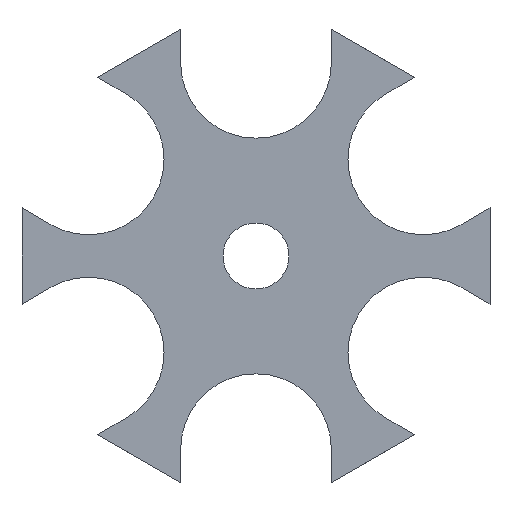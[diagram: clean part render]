
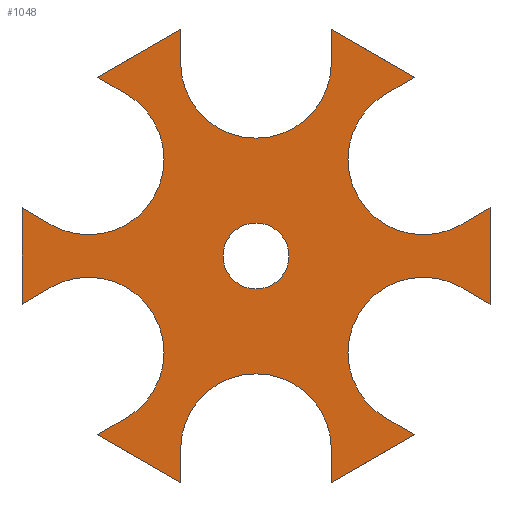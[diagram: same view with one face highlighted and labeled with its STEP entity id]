
A CAD part, front view. The second image highlights one B-rep face of the part: STEP entity #1048.
In plain terms, the highlighted planar face has unit normal (0, -1, 0).
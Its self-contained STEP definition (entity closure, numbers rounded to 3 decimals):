
#17=FACE_BOUND('',#159,.T.);
#52=PLANE('',#1151);
#103=FACE_OUTER_BOUND('',#158,.T.);
#158=EDGE_LOOP('',(#939,#940,#941,#942,#943,#944,#945,#946,#947,#948,#949,
#950,#951,#952,#953,#954,#955,#956,#957,#958,#959,#960,#961,#962));
#159=EDGE_LOOP('',(#963));
#168=LINE('',#1462,#290);
#179=LINE('',#1485,#301);
#187=LINE('',#1502,#309);
#195=LINE('',#1519,#317);
#203=LINE('',#1536,#325);
#210=LINE('',#1549,#332);
#229=LINE('',#1592,#351);
#253=LINE('',#1654,#375);
#254=LINE('',#1656,#376);
#257=LINE('',#1665,#379);
#260=LINE('',#1677,#382);
#263=LINE('',#1681,#385);
#268=LINE('',#1699,#390);
#271=LINE('',#1703,#393);
#276=LINE('',#1721,#398);
#279=LINE('',#1725,#401);
#282=LINE('',#1735,#404);
#283=LINE('',#1738,#405);
#290=VECTOR('',#1179,10.);
#301=VECTOR('',#1192,10.);
#309=VECTOR('',#1202,10.);
#317=VECTOR('',#1212,10.);
#325=VECTOR('',#1222,10.);
#332=VECTOR('',#1231,10.);
#351=VECTOR('',#1268,10.);
#375=VECTOR('',#1326,10.);
#376=VECTOR('',#1329,10.);
#379=VECTOR('',#1342,10.);
#382=VECTOR('',#1355,10.);
#385=VECTOR('',#1360,10.);
#390=VECTOR('',#1381,10.);
#393=VECTOR('',#1386,10.);
#398=VECTOR('',#1407,10.);
#401=VECTOR('',#1412,10.);
#404=VECTOR('',#1425,10.);
#405=VECTOR('',#1428,10.);
#413=CIRCLE('',#1084,3.5);
#426=CIRCLE('',#1115,8.);
#427=CIRCLE('',#1121,8.);
#428=CIRCLE('',#1125,8.);
#431=CIRCLE('',#1134,8.);
#434=CIRCLE('',#1143,8.);
#437=CIRCLE('',#1152,8.);
#441=VERTEX_POINT('',#1456);
#442=VERTEX_POINT('',#1460);
#443=VERTEX_POINT('',#1461);
#453=VERTEX_POINT('',#1482);
#454=VERTEX_POINT('',#1484);
#461=VERTEX_POINT('',#1499);
#462=VERTEX_POINT('',#1501);
#469=VERTEX_POINT('',#1516);
#470=VERTEX_POINT('',#1518);
#477=VERTEX_POINT('',#1533);
#478=VERTEX_POINT('',#1535);
#483=VERTEX_POINT('',#1547);
#497=VERTEX_POINT('',#1589);
#498=VERTEX_POINT('',#1591);
#518=VERTEX_POINT('',#1648);
#519=VERTEX_POINT('',#1649);
#520=VERTEX_POINT('',#1661);
#521=VERTEX_POINT('',#1668);
#522=VERTEX_POINT('',#1669);
#526=VERTEX_POINT('',#1690);
#527=VERTEX_POINT('',#1691);
#531=VERTEX_POINT('',#1712);
#532=VERTEX_POINT('',#1713);
#536=VERTEX_POINT('',#1734);
#537=VERTEX_POINT('',#1736);
#543=EDGE_CURVE('',#441,#441,#413,.T.);
#544=EDGE_CURVE('',#442,#443,#168,.T.);
#555=EDGE_CURVE('',#454,#453,#179,.T.);
#563=EDGE_CURVE('',#462,#461,#187,.T.);
#571=EDGE_CURVE('',#470,#469,#195,.T.);
#579=EDGE_CURVE('',#478,#477,#203,.T.);
#586=EDGE_CURVE('',#443,#483,#210,.T.);
#607=EDGE_CURVE('',#498,#497,#229,.T.);
#639=EDGE_CURVE('',#518,#519,#426,.T.);
#642=EDGE_CURVE('',#519,#442,#253,.T.);
#643=EDGE_CURVE('',#497,#518,#254,.T.);
#645=EDGE_CURVE('',#483,#520,#427,.T.);
#647=EDGE_CURVE('',#520,#454,#257,.T.);
#648=EDGE_CURVE('',#521,#522,#428,.T.);
#652=EDGE_CURVE('',#522,#462,#260,.T.);
#655=EDGE_CURVE('',#453,#521,#263,.T.);
#659=EDGE_CURVE('',#526,#527,#431,.T.);
#663=EDGE_CURVE('',#527,#470,#268,.T.);
#666=EDGE_CURVE('',#461,#526,#271,.T.);
#670=EDGE_CURVE('',#531,#532,#434,.T.);
#674=EDGE_CURVE('',#532,#478,#276,.T.);
#677=EDGE_CURVE('',#469,#531,#279,.T.);
#681=EDGE_CURVE('',#477,#536,#282,.T.);
#682=EDGE_CURVE('',#536,#537,#437,.T.);
#683=EDGE_CURVE('',#537,#498,#283,.T.);
#939=ORIENTED_EDGE('',*,*,#544,.T.);
#940=ORIENTED_EDGE('',*,*,#586,.T.);
#941=ORIENTED_EDGE('',*,*,#645,.T.);
#942=ORIENTED_EDGE('',*,*,#647,.T.);
#943=ORIENTED_EDGE('',*,*,#555,.T.);
#944=ORIENTED_EDGE('',*,*,#655,.T.);
#945=ORIENTED_EDGE('',*,*,#648,.T.);
#946=ORIENTED_EDGE('',*,*,#652,.T.);
#947=ORIENTED_EDGE('',*,*,#563,.T.);
#948=ORIENTED_EDGE('',*,*,#666,.T.);
#949=ORIENTED_EDGE('',*,*,#659,.T.);
#950=ORIENTED_EDGE('',*,*,#663,.T.);
#951=ORIENTED_EDGE('',*,*,#571,.T.);
#952=ORIENTED_EDGE('',*,*,#677,.T.);
#953=ORIENTED_EDGE('',*,*,#670,.T.);
#954=ORIENTED_EDGE('',*,*,#674,.T.);
#955=ORIENTED_EDGE('',*,*,#579,.T.);
#956=ORIENTED_EDGE('',*,*,#681,.T.);
#957=ORIENTED_EDGE('',*,*,#682,.T.);
#958=ORIENTED_EDGE('',*,*,#683,.T.);
#959=ORIENTED_EDGE('',*,*,#607,.T.);
#960=ORIENTED_EDGE('',*,*,#643,.T.);
#961=ORIENTED_EDGE('',*,*,#639,.T.);
#962=ORIENTED_EDGE('',*,*,#642,.T.);
#963=ORIENTED_EDGE('',*,*,#543,.T.);
#1048=ADVANCED_FACE('',(#103,#17),#52,.F.);
#1084=AXIS2_PLACEMENT_3D('',#1458,#1175,#1176);
#1115=AXIS2_PLACEMENT_3D('',#1650,#1320,#1321);
#1121=AXIS2_PLACEMENT_3D('',#1662,#1337,#1338);
#1125=AXIS2_PLACEMENT_3D('',#1670,#1347,#1348);
#1134=AXIS2_PLACEMENT_3D('',#1692,#1373,#1374);
#1143=AXIS2_PLACEMENT_3D('',#1714,#1399,#1400);
#1151=AXIS2_PLACEMENT_3D('',#1733,#1423,#1424);
#1152=AXIS2_PLACEMENT_3D('',#1737,#1426,#1427);
#1175=DIRECTION('center_axis',(0.,1.,0.));
#1176=DIRECTION('ref_axis',(1.,0.,0.));
#1179=DIRECTION('',(0.,0.,-1.));
#1192=DIRECTION('',(0.866,0.,-0.5));
#1202=DIRECTION('',(0.866,0.,0.5));
#1212=DIRECTION('',(0.,0.,1.));
#1222=DIRECTION('',(-0.866,0.,0.5));
#1231=DIRECTION('',(0.866,0.,0.5));
#1268=DIRECTION('',(-0.866,0.,-0.5));
#1320=DIRECTION('center_axis',(0.,1.,0.));
#1321=DIRECTION('ref_axis',(-0.5,0.,-0.866));
#1326=DIRECTION('',(-0.866,0.,0.5));
#1329=DIRECTION('',(0.866,0.,-0.5));
#1337=DIRECTION('center_axis',(0.,1.,0.));
#1338=DIRECTION('ref_axis',(0.5,0.,-0.866));
#1342=DIRECTION('',(-0.866,0.,-0.5));
#1347=DIRECTION('center_axis',(0.,1.,0.));
#1348=DIRECTION('ref_axis',(1.,0.,0.));
#1355=DIRECTION('',(0.,0.,-1.));
#1360=DIRECTION('',(0.,0.,1.));
#1373=DIRECTION('center_axis',(0.,1.,0.));
#1374=DIRECTION('ref_axis',(0.5,0.,0.866));
#1381=DIRECTION('',(0.866,0.,-0.5));
#1386=DIRECTION('',(-0.866,0.,0.5));
#1399=DIRECTION('center_axis',(0.,1.,0.));
#1400=DIRECTION('ref_axis',(-0.5,0.,0.866));
#1407=DIRECTION('',(0.866,0.,0.5));
#1412=DIRECTION('',(-0.866,0.,-0.5));
#1423=DIRECTION('center_axis',(0.,1.,0.));
#1424=DIRECTION('ref_axis',(0.,0.,1.));
#1425=DIRECTION('',(0.,0.,-1.));
#1426=DIRECTION('center_axis',(0.,1.,0.));
#1427=DIRECTION('ref_axis',(-1.,0.,0.));
#1428=DIRECTION('',(0.,0.,1.));
#1456=CARTESIAN_POINT('',(-3.5,0.,0.));
#1458=CARTESIAN_POINT('Origin',(0.,0.,0.));
#1460=CARTESIAN_POINT('',(-24.823,0.,5.094));
#1461=CARTESIAN_POINT('',(-24.823,0.,-5.094));
#1462=CARTESIAN_POINT('',(-24.823,0.,-2.547));
#1482=CARTESIAN_POINT('',(-8.,0.,-24.044));
#1484=CARTESIAN_POINT('',(-16.823,0.,-18.95));
#1485=CARTESIAN_POINT('',(-10.206,0.,-22.771));
#1499=CARTESIAN_POINT('',(16.823,0.,-18.95));
#1501=CARTESIAN_POINT('',(8.,0.,-24.044));
#1502=CARTESIAN_POINT('',(14.617,0.,-20.224));
#1516=CARTESIAN_POINT('',(24.823,0.,5.094));
#1518=CARTESIAN_POINT('',(24.823,0.,-5.094));
#1519=CARTESIAN_POINT('',(24.823,0.,2.547));
#1533=CARTESIAN_POINT('',(8.,0.,24.044));
#1535=CARTESIAN_POINT('',(16.823,0.,18.95));
#1536=CARTESIAN_POINT('',(10.206,0.,22.771));
#1547=CARTESIAN_POINT('',(-21.754,0.,-3.322));
#1549=CARTESIAN_POINT('',(-12.877,0.,1.803));
#1589=CARTESIAN_POINT('',(-16.823,0.,18.95));
#1591=CARTESIAN_POINT('',(-8.,0.,24.044));
#1592=CARTESIAN_POINT('',(-14.617,0.,20.224));
#1648=CARTESIAN_POINT('',(-13.754,0.,17.178));
#1649=CARTESIAN_POINT('',(-21.754,0.,3.322));
#1650=CARTESIAN_POINT('Origin',(-17.754,0.,10.25));
#1654=CARTESIAN_POINT('',(-16.52,0.,0.3));
#1656=CARTESIAN_POINT('',(-4.877,0.,12.053));
#1661=CARTESIAN_POINT('',(-13.754,0.,-17.178));
#1662=CARTESIAN_POINT('Origin',(-17.754,0.,-10.25));
#1665=CARTESIAN_POINT('',(-8.52,0.,-14.157));
#1668=CARTESIAN_POINT('',(-8.,0.,-20.5));
#1669=CARTESIAN_POINT('',(8.,0.,-20.5));
#1670=CARTESIAN_POINT('Origin',(0.,0.,-20.5));
#1677=CARTESIAN_POINT('',(8.,0.,-14.457));
#1681=CARTESIAN_POINT('',(-8.,0.,-10.25));
#1690=CARTESIAN_POINT('',(13.754,0.,-17.178));
#1691=CARTESIAN_POINT('',(21.754,0.,-3.322));
#1692=CARTESIAN_POINT('Origin',(17.754,0.,-10.25));
#1699=CARTESIAN_POINT('',(16.52,0.,-0.3));
#1703=CARTESIAN_POINT('',(4.877,0.,-12.053));
#1712=CARTESIAN_POINT('',(21.754,0.,3.322));
#1713=CARTESIAN_POINT('',(13.754,0.,17.178));
#1714=CARTESIAN_POINT('Origin',(17.754,0.,10.25));
#1721=CARTESIAN_POINT('',(8.52,0.,14.157));
#1725=CARTESIAN_POINT('',(12.877,0.,-1.803));
#1733=CARTESIAN_POINT('Origin',(0.,0.,0.));
#1734=CARTESIAN_POINT('',(8.,0.,20.5));
#1735=CARTESIAN_POINT('',(8.,0.,10.25));
#1736=CARTESIAN_POINT('',(-8.,0.,20.5));
#1737=CARTESIAN_POINT('Origin',(0.,0.,20.5));
#1738=CARTESIAN_POINT('',(-8.,0.,14.457));
